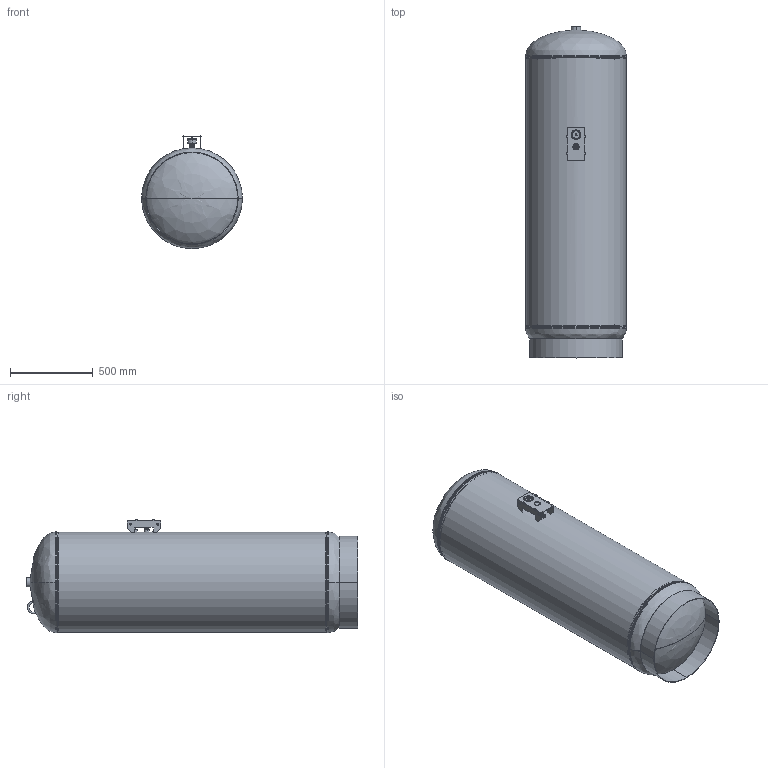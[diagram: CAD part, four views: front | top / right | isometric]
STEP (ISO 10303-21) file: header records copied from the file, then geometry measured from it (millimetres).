
FILE_DESCRIPTION (( 'STEP AP203' ), '1' );
FILE_NAME ('NTA-240.STEP', '2021-03-15T17:15:38', ( '' ), ( '' ), 'SwSTEP 2.0', 'SolidWorks 2021', '' );
FILE_SCHEMA (( 'CONFIG_CONTROL_DESIGN' ));
Length unit declared in the file: inch
Products named in the file (22): 9800460_03-34; Couplings_9500326; 9200140; 99H0072_95225A340; 33032055; 99H0073_91280A714; 9500030; 9500010; 9500000; 07200310_5081T17; 99Q0835; 99K0777; 99P0435_4457K218; 99M0238; 9800401_9800400; 19B0839; 99K0776; NTA-240; 99M0237; 99M0241; 9400540
Assembly tree (33 placements, depth 3):
  NTA-240
    19B0839
    9200140
    9200140
    9500000
    9500010
    9500030
    Couplings_9500326  x2
    99P0435_4457K218
    9800460_03-34
    07200310_5081T17
    9800401_9800400
    33032055
      99M0237
      99M0238
      99H0073_91280A714  x6
      99M0241
      99H0072_95225A340  x6
    9400540
    99Q0835
    99K0776  x2
    99K0777
Bounding box: 609.6 x 2006.83 x 685.25 mm (x, y, z)
Volume: 17599300.7 mm3; surface area: 11665749.1 mm2
Topology: 36 solids, 36 shells, 1763 faces, 3988 edges, 2321 vertices
Faces by surface type: cone 709, cylinder 690, plane 251, torus 88, bspline 21, sphere 4
Full cylindrical faces by diameter (mm): 601.184 x1, 607.534 x1
Entity records: 57378 total; most frequent: CARTESIAN_POINT 32212, DIRECTION 4832, ORIENTED_EDGE 4594, EDGE_CURVE 2297, AXIS2_PLACEMENT_3D 1951, VERTEX_POINT 1379, EDGE_LOOP 1104, FACE_OUTER_BOUND 991
